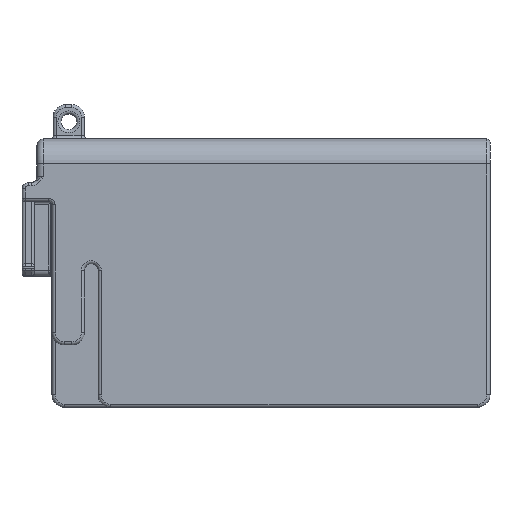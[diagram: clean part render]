
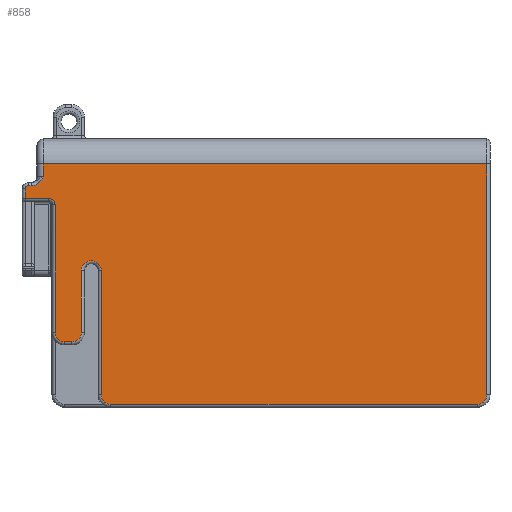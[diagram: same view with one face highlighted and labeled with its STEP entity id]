
A CAD part, front view. The second image highlights one B-rep face of the part: STEP entity #858.
In plain terms, the highlighted planar face has unit normal (0, -1, 0).
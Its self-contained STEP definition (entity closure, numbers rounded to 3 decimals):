
#271=CIRCLE('',#5430,1.);
#276=CIRCLE('',#5437,1.5);
#279=CIRCLE('',#5442,1.5);
#282=CIRCLE('',#5447,1.6);
#285=CIRCLE('',#5452,1.5);
#288=CIRCLE('',#5457,1.5);
#467=CIRCLE('',#5863,0.5);
#544=PLANE('',#5864);
#858=ADVANCED_FACE('',(#1335),#544,.T.);
#1335=FACE_OUTER_BOUND('',#1680,.T.);
#1680=EDGE_LOOP('',(#3853,#3854,#3855,#3856,#3857,#3858,#3859,#3860,#3861,
#3862,#3863,#3864,#3865,#3866,#3867,#3868,#3869,#3870,#3871));
#1724=B_SPLINE_CURVE_WITH_KNOTS('',3,(#8676,#8677,#8678,#8679,#8680,#8681,
#8682,#8683,#8684,#8685,#8686,#8687),.UNSPECIFIED.,.F.,.F.,(4,1,1,1,1,1,
1,2,4),(0.,0.299,0.599,0.699,0.798,
0.848,0.898,0.998,1.),.UNSPECIFIED.);
#1787=LINE('',#8032,#2161);
#1788=LINE('',#8037,#2162);
#1841=LINE('',#8249,#2215);
#1842=LINE('',#8257,#2216);
#1843=LINE('',#8265,#2217);
#1844=LINE('',#8273,#2218);
#1845=LINE('',#8281,#2219);
#1846=LINE('',#8289,#2220);
#2052=LINE('',#9248,#2426);
#2053=LINE('',#9254,#2427);
#2106=LINE('',#9503,#2480);
#2161=VECTOR('',#6176,1.);
#2162=VECTOR('',#6181,1.);
#2215=VECTOR('',#6414,1.);
#2216=VECTOR('',#6425,1.);
#2217=VECTOR('',#6436,1.);
#2218=VECTOR('',#6447,1.);
#2219=VECTOR('',#6458,1.);
#2220=VECTOR('',#6469,1.);
#2426=VECTOR('',#7289,1.);
#2427=VECTOR('',#7298,1.);
#2480=VECTOR('',#7537,1.);
#3853=ORIENTED_EDGE('',*,*,#4691,.F.);
#3854=ORIENTED_EDGE('',*,*,#5067,.F.);
#3855=ORIENTED_EDGE('',*,*,#5070,.F.);
#3856=ORIENTED_EDGE('',*,*,#4883,.F.);
#3857=ORIENTED_EDGE('',*,*,#4563,.F.);
#3858=ORIENTED_EDGE('',*,*,#5168,.F.);
#3859=ORIENTED_EDGE('',*,*,#4565,.F.);
#3860=ORIENTED_EDGE('',*,*,#5169,.F.);
#3861=ORIENTED_EDGE('',*,*,#4667,.F.);
#3862=ORIENTED_EDGE('',*,*,#4671,.F.);
#3863=ORIENTED_EDGE('',*,*,#4673,.F.);
#3864=ORIENTED_EDGE('',*,*,#4675,.F.);
#3865=ORIENTED_EDGE('',*,*,#4677,.F.);
#3866=ORIENTED_EDGE('',*,*,#4679,.F.);
#3867=ORIENTED_EDGE('',*,*,#4681,.F.);
#3868=ORIENTED_EDGE('',*,*,#4683,.F.);
#3869=ORIENTED_EDGE('',*,*,#4685,.F.);
#3870=ORIENTED_EDGE('',*,*,#4687,.F.);
#3871=ORIENTED_EDGE('',*,*,#4689,.F.);
#4087=VERTEX_POINT('',#8026);
#4090=VERTEX_POINT('',#8031);
#4092=VERTEX_POINT('',#8036);
#4093=VERTEX_POINT('',#8038);
#4158=VERTEX_POINT('',#8240);
#4159=VERTEX_POINT('',#8242);
#4161=VERTEX_POINT('',#8248);
#4162=VERTEX_POINT('',#8252);
#4163=VERTEX_POINT('',#8256);
#4164=VERTEX_POINT('',#8260);
#4165=VERTEX_POINT('',#8264);
#4166=VERTEX_POINT('',#8268);
#4167=VERTEX_POINT('',#8272);
#4168=VERTEX_POINT('',#8276);
#4169=VERTEX_POINT('',#8280);
#4170=VERTEX_POINT('',#8284);
#4171=VERTEX_POINT('',#8288);
#4281=VERTEX_POINT('',#8688);
#4387=VERTEX_POINT('',#9247);
#4563=EDGE_CURVE('',#4090,#4087,#1787,.T.);
#4565=EDGE_CURVE('',#4092,#4093,#1788,.T.);
#4667=EDGE_CURVE('',#4158,#4159,#271,.T.);
#4671=EDGE_CURVE('',#4161,#4158,#1841,.T.);
#4673=EDGE_CURVE('',#4162,#4161,#276,.T.);
#4675=EDGE_CURVE('',#4163,#4162,#1842,.T.);
#4677=EDGE_CURVE('',#4164,#4163,#279,.T.);
#4679=EDGE_CURVE('',#4165,#4164,#1843,.T.);
#4681=EDGE_CURVE('',#4166,#4165,#282,.T.);
#4683=EDGE_CURVE('',#4167,#4166,#1844,.T.);
#4685=EDGE_CURVE('',#4168,#4167,#285,.T.);
#4687=EDGE_CURVE('',#4169,#4168,#1845,.T.);
#4689=EDGE_CURVE('',#4170,#4169,#288,.T.);
#4691=EDGE_CURVE('',#4171,#4170,#1846,.T.);
#4883=EDGE_CURVE('',#4087,#4281,#1724,.T.);
#5067=EDGE_CURVE('',#4387,#4171,#2052,.T.);
#5070=EDGE_CURVE('',#4281,#4387,#2053,.T.);
#5168=EDGE_CURVE('',#4093,#4090,#467,.T.);
#5169=EDGE_CURVE('',#4159,#4092,#2106,.T.);
#5430=AXIS2_PLACEMENT_3D('',#8241,#6404,#6405);
#5437=AXIS2_PLACEMENT_3D('',#8253,#6419,#6420);
#5442=AXIS2_PLACEMENT_3D('',#8261,#6430,#6431);
#5447=AXIS2_PLACEMENT_3D('',#8269,#6441,#6442);
#5452=AXIS2_PLACEMENT_3D('',#8277,#6452,#6453);
#5457=AXIS2_PLACEMENT_3D('',#8285,#6463,#6464);
#5863=AXIS2_PLACEMENT_3D('',#9502,#7535,#7536);
#5864=AXIS2_PLACEMENT_3D('',#9504,#7538,#7539);
#6176=DIRECTION('',(1.,0.,0.));
#6181=DIRECTION('',(0.,0.,1.));
#6404=DIRECTION('',(0.,-1.,0.));
#6405=DIRECTION('',(0.487,0.,0.873));
#6414=DIRECTION('',(0.,0.,1.));
#6419=DIRECTION('',(0.,1.,0.));
#6420=DIRECTION('',(-0.707,0.,-0.707));
#6425=DIRECTION('',(-1.,0.,0.));
#6430=DIRECTION('',(0.,1.,0.));
#6431=DIRECTION('',(0.707,0.,-0.707));
#6436=DIRECTION('',(0.,0.,-1.));
#6441=DIRECTION('',(0.,-1.,0.));
#6442=DIRECTION('',(0.,0.,1.));
#6447=DIRECTION('',(0.,0.,1.));
#6452=DIRECTION('',(0.,1.,0.));
#6453=DIRECTION('',(-0.707,0.,-0.707));
#6458=DIRECTION('',(-1.,0.,0.));
#6463=DIRECTION('',(0.,1.,0.));
#6464=DIRECTION('',(0.707,0.,-0.707));
#6469=DIRECTION('',(0.,0.,-1.));
#7289=DIRECTION('',(1.,0.,0.));
#7298=DIRECTION('',(0.,0.,1.));
#7535=DIRECTION('',(0.,1.,0.));
#7536=DIRECTION('',(-0.707,0.,0.707));
#7537=DIRECTION('',(-1.,0.,0.));
#7538=DIRECTION('',(0.,-1.,0.));
#7539=DIRECTION('',(1.,0.,0.));
#8026=CARTESIAN_POINT('',(1.464,-16.5,35.5));
#8031=CARTESIAN_POINT('',(1.,-16.5,35.5));
#8032=CARTESIAN_POINT('',(0.,-16.5,35.5));
#8036=CARTESIAN_POINT('',(0.5,-16.5,33.5));
#8037=CARTESIAN_POINT('',(0.5,-16.5,10.75));
#8038=CARTESIAN_POINT('',(0.5,-16.5,35.));
#8240=CARTESIAN_POINT('',(5.3,-16.5,32.5));
#8241=CARTESIAN_POINT('',(4.3,-16.5,32.5));
#8242=CARTESIAN_POINT('',(4.3,-16.5,33.5));
#8248=CARTESIAN_POINT('',(5.3,-16.5,12.));
#8249=CARTESIAN_POINT('',(5.3,-16.5,11.5));
#8252=CARTESIAN_POINT('',(6.8,-16.5,10.5));
#8253=CARTESIAN_POINT('',(6.8,-16.5,12.));
#8256=CARTESIAN_POINT('',(8.,-16.5,10.5));
#8257=CARTESIAN_POINT('',(2.4,-16.5,10.5));
#8260=CARTESIAN_POINT('',(9.5,-16.5,12.));
#8261=CARTESIAN_POINT('',(8.,-16.5,12.));
#8264=CARTESIAN_POINT('',(9.5,-16.5,21.9));
#8265=CARTESIAN_POINT('',(9.5,-16.5,16.5));
#8268=CARTESIAN_POINT('',(12.7,-16.5,21.9));
#8269=CARTESIAN_POINT('',(11.1,-16.5,21.9));
#8272=CARTESIAN_POINT('',(12.7,-16.5,2.));
#8273=CARTESIAN_POINT('',(12.7,-16.5,0.));
#8276=CARTESIAN_POINT('',(14.2,-16.5,0.5));
#8277=CARTESIAN_POINT('',(14.2,-16.5,2.));
#8280=CARTESIAN_POINT('',(73.,-16.5,0.5));
#8281=CARTESIAN_POINT('',(0.,-16.5,0.5));
#8284=CARTESIAN_POINT('',(74.5,-16.5,2.));
#8285=CARTESIAN_POINT('',(73.,-16.5,2.));
#8288=CARTESIAN_POINT('',(74.5,-16.5,39.));
#8289=CARTESIAN_POINT('',(74.5,-16.5,10.75));
#8676=CARTESIAN_POINT('',(1.464,-16.5,35.5));
#8677=CARTESIAN_POINT('',(1.72,-16.5,35.5));
#8678=CARTESIAN_POINT('',(2.236,-16.5,35.628));
#8679=CARTESIAN_POINT('',(2.713,-16.5,36.011));
#8680=CARTESIAN_POINT('',(2.985,-16.5,36.341));
#8681=CARTESIAN_POINT('',(3.109,-16.5,36.519));
#8682=CARTESIAN_POINT('',(3.201,-16.5,36.664));
#8683=CARTESIAN_POINT('',(3.29,-16.5,36.81));
#8684=CARTESIAN_POINT('',(3.354,-16.5,36.921));
#8685=CARTESIAN_POINT('',(3.398,-16.5,36.997));
#8686=CARTESIAN_POINT('',(3.399,-16.5,36.998));
#8687=CARTESIAN_POINT('',(3.4,-16.5,37.));
#8688=CARTESIAN_POINT('',(3.4,-16.5,37.));
#9247=CARTESIAN_POINT('',(3.4,-16.5,39.));
#9248=CARTESIAN_POINT('',(0.,-16.5,39.));
#9254=CARTESIAN_POINT('',(3.4,-16.5,19.75));
#9502=CARTESIAN_POINT('',(1.,-16.5,35.));
#9503=CARTESIAN_POINT('',(2.5,-16.5,33.5));
#9504=CARTESIAN_POINT('',(0.,-16.5,0.));
